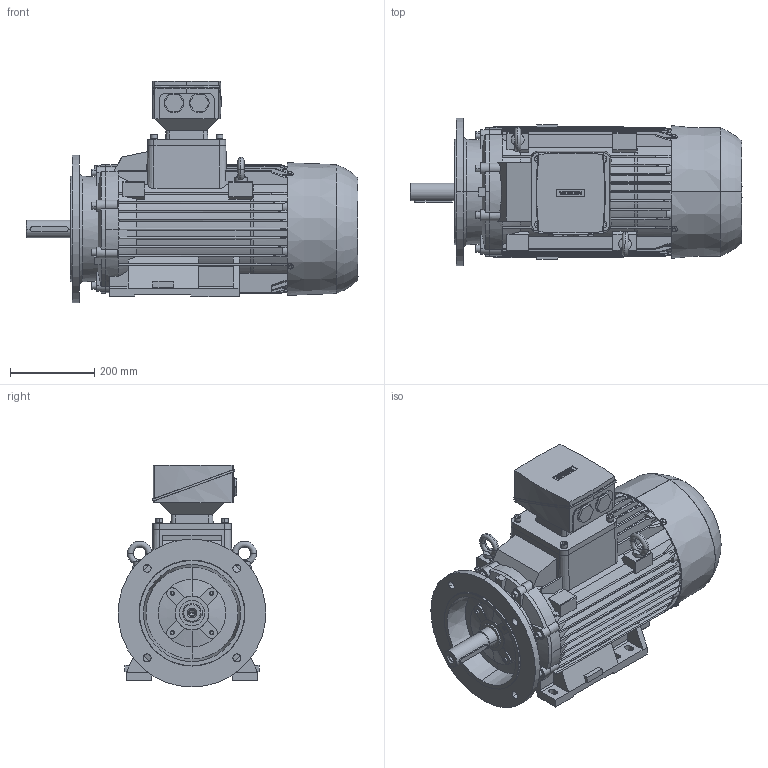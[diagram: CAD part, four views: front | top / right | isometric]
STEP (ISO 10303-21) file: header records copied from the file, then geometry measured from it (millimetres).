
FILE_DESCRIPTION(('STEP AP214'),'1');
FILE_NAME('cctmp_73D54BD4-F030-4630-A4D9-D1194D3DCD19_2023_06_27_10_51_48_0385..stp','2023-06-27T08:51:49',('SIEMENS A&D'),('CADClick - www.CADClick.com'),'Spatial InterOp 3D',' ','unknown authorization');
FILE_SCHEMA(('AUTOMOTIVE_DESIGN'));
Length unit declared in the file: millimetre
Products named in the file (33): cc_unnamed; 2023_06_27_10_51_48_0339; 2023_06_27_10_51_48_0307; 2023_06_27_10_51_48_0276; 2023_06_27_10_51_48_0245; 2023_06_27_10_51_48_0214; 2023_06_27_10_51_48_0182; 2023_06_27_10_51_48_0151; 2023_06_27_10_51_48_0120; 2023_06_27_10_51_48_0089; 2023_06_27_10_51_48_0057; 2023_06_27_10_51_48_0026; 2023_06_27_10_51_47_0995; 2023_06_27_10_51_47_0964; 2023_06_27_10_51_47_0932; 2023_06_27_10_51_47_0901; 2023_06_27_10_51_47_0870; 2023_06_27_10_51_47_0839; 2023_06_27_10_51_47_0807; 2023_06_27_10_51_47_0776; 2023_06_27_10_51_47_0745; 2023_06_27_10_51_47_0714; 2023_06_27_10_51_47_0682; 2023_06_27_10_51_47_0651; 2023_06_27_10_51_47_0620; 2023_06_27_10_51_47_0589; 2023_06_27_10_51_47_0557; 2023_06_27_10_51_47_0526; 2023_06_27_10_51_47_0495; 2023_06_27_10_51_47_0464; 2023_06_27_10_51_47_0432; 2023_06_27_10_51_47_0401; 2023_06_27_10_51_47_0370
Assembly tree (32 placements, depth 2):
  cc_unnamed
    2023_06_27_10_51_48_0339
    2023_06_27_10_51_48_0307
    2023_06_27_10_51_48_0276
    2023_06_27_10_51_48_0245
    2023_06_27_10_51_48_0214
    2023_06_27_10_51_48_0182
    2023_06_27_10_51_48_0151
    2023_06_27_10_51_48_0120
    2023_06_27_10_51_48_0089
    2023_06_27_10_51_48_0057
    2023_06_27_10_51_48_0026
    2023_06_27_10_51_47_0995
    2023_06_27_10_51_47_0964
    2023_06_27_10_51_47_0932
    2023_06_27_10_51_47_0901
    2023_06_27_10_51_47_0870
    2023_06_27_10_51_47_0839
    2023_06_27_10_51_47_0807
    2023_06_27_10_51_47_0776
    2023_06_27_10_51_47_0745
    2023_06_27_10_51_47_0714
    2023_06_27_10_51_47_0682
    2023_06_27_10_51_47_0651
    2023_06_27_10_51_47_0620
    2023_06_27_10_51_47_0589
    2023_06_27_10_51_47_0557
    2023_06_27_10_51_47_0526
    2023_06_27_10_51_47_0495
    2023_06_27_10_51_47_0464
    2023_06_27_10_51_47_0432
    2023_06_27_10_51_47_0401
    2023_06_27_10_51_47_0370
Bounding box: 786 x 350 x 525.5 mm (x, y, z)
Volume: 41365507.3 mm3; surface area: 2210000.2 mm2
Topology: 32 solids, 32 shells, 2019 faces, 5611 edges, 3682 vertices
Faces by surface type: cylinder 1013, plane 702, cone 240, torus 64
Entity records: 87231 total; most frequent: CARTESIAN_POINT 16919, DIRECTION 11563, ORIENTED_EDGE 11218, EDGE_CURVE 5609, AXIS2_PLACEMENT_3D 4514, VERTEX_POINT 3682, LINE 2535, VECTOR 2535
